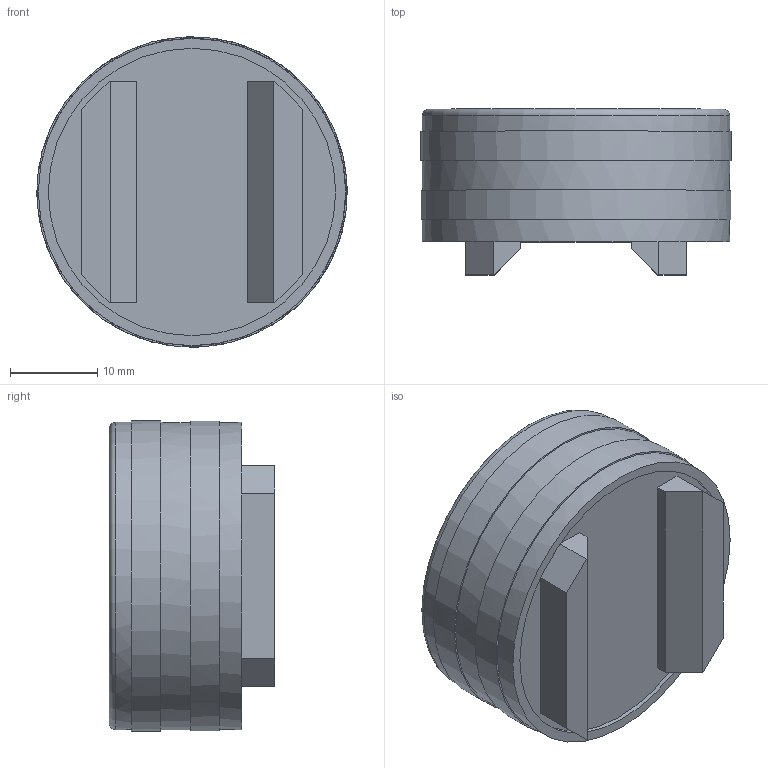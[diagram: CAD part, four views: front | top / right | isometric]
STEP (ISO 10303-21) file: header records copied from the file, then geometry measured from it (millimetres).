
FILE_DESCRIPTION(/* description */ (''),/* implementation_level */ '2;1');
FILE_NAME(/* name */ 'MH147-1A.stp',/* time_stamp */ '2017-05-05T17:22:45-04:00',/* author */ ('aneininger'),/* organization */ ('CONNECTION TECHNOLOGY CENTER'),/* preprocessor_version */ 'ST-DEVELOPER v16.5',/* originating_system */ 'Autodesk Inventor 2017',/* authorisation */ '');
FILE_SCHEMA (('AUTOMOTIVE_DESIGN { 1 0 10303 214 3 1 1 }'));
Length unit declared in the file: inch
Products named in the file (1): Part18
Bounding box: 35.69 x 19.05 x 35.69 mm (x, y, z)
Volume: 15358.5 mm3; surface area: 5969.3 mm2
Topology: 1 solids, 7 shells, 55 faces, 107 edges, 72 vertices
Faces by surface type: plane 34, cylinder 18, cone 2, torus 1
Full cylindrical faces by diameter (mm): 4.928 x1, 33.02 x7, 33.528 x5, 35.306 x3, 35.687 x2
Entity records: 1374 total; most frequent: DIRECTION 230, CARTESIAN_POINT 202, ORIENTED_EDGE 160, EDGE_LOOP 94, AXIS2_PLACEMENT_3D 94, EDGE_CURVE 80, VERTEX_POINT 66, FACE_OUTER_BOUND 55
